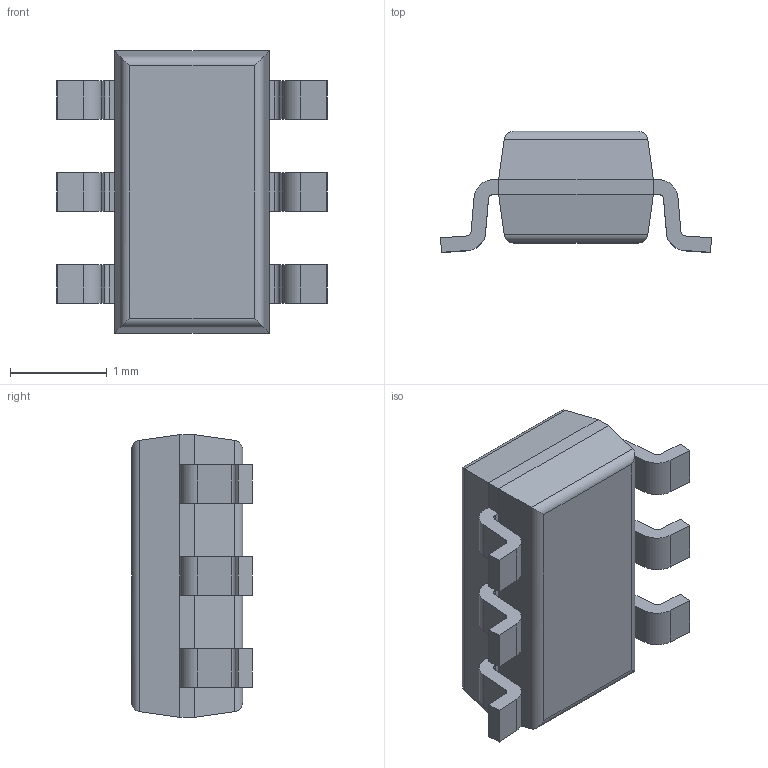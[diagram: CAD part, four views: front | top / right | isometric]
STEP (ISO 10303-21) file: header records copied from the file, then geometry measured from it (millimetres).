
FILE_DESCRIPTION (( 'STEP AP214' ), '1' );
FILE_NAME ('PI4ULS5V201TAEX.STEP', '2023-09-09T12:29:04', ( '' ), ( '' ), 'SwSTEP 2.0', 'SolidWorks 2021', '' );
FILE_SCHEMA (( 'AUTOMOTIVE_DESIGN' ));
Length unit declared in the file: millimetre
Products named in the file (1): PI4ULS5V201TAEX
Bounding box: 2.8 x 1.25 x 2.92 mm (x, y, z)
Volume: 5.4 mm3; surface area: 25.6 mm2
Topology: 8 solids, 8 shells, 111 faces, 266 edges, 172 vertices
Faces by surface type: plane 77, cylinder 34
Full cylindrical faces by diameter (mm): 0.25 x2
Entity records: 3271 total; most frequent: CARTESIAN_POINT 572, DIRECTION 532, ORIENTED_EDGE 528, EDGE_CURVE 264, VECTOR 204, LINE 204, VERTEX_POINT 172, AXIS2_PLACEMENT_3D 164
